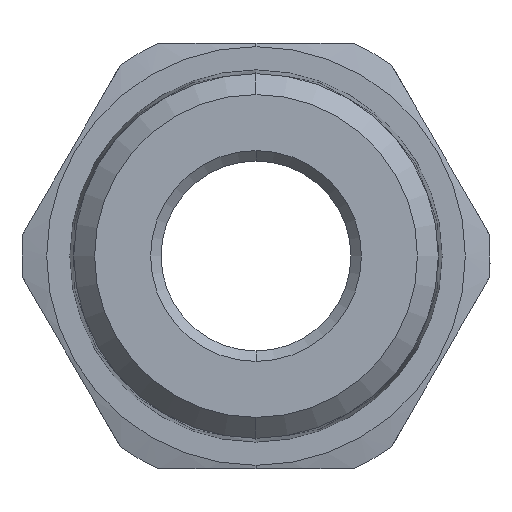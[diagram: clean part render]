
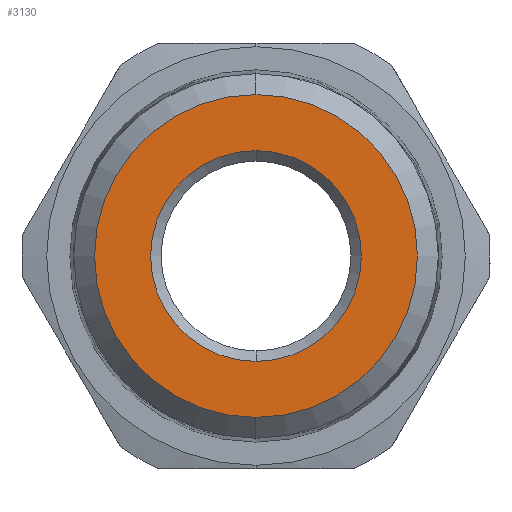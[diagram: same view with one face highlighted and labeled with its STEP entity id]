
A CAD part, left-side view. The second image highlights one B-rep face of the part: STEP entity #3130.
In plain terms, the highlighted planar face has unit normal (-1, 0, 0).
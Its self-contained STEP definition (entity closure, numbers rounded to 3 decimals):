
#64 = EDGE_CURVE ( 'NONE', #3057, #1559, #1510, .T. ) ;
#118 = PLANE ( 'NONE',  #2083 ) ;
#352 = AXIS2_PLACEMENT_3D ( 'NONE', #1286, #697, #1795 ) ;
#455 = EDGE_CURVE ( 'NONE', #1527, #2136, #1507, .T. ) ;
#523 = CARTESIAN_POINT ( 'NONE',  ( 0., 0., 11.566 ) ) ;
#581 = DIRECTION ( 'NONE',  ( 1., 0., 0. ) ) ;
#697 = DIRECTION ( 'NONE',  ( -1., 0., 0. ) ) ;
#732 = ORIENTED_EDGE ( 'NONE', *, *, #64, .T. ) ;
#738 = AXIS2_PLACEMENT_3D ( 'NONE', #1557, #3449, #2871 ) ;
#808 = EDGE_LOOP ( 'NONE', ( #732, #2407 ) ) ;
#837 = FACE_OUTER_BOUND ( 'NONE', #2255, .T. ) ;
#885 = CIRCLE ( 'NONE', #738, 7.55 ) ;
#1077 = ORIENTED_EDGE ( 'NONE', *, *, #455, .T. ) ;
#1141 = ORIENTED_EDGE ( 'NONE', *, *, #2373, .T. ) ;
#1159 = CARTESIAN_POINT ( 'NONE',  ( 0., 0., 0. ) ) ;
#1286 = CARTESIAN_POINT ( 'NONE',  ( 0., 0., 0. ) ) ;
#1368 = CARTESIAN_POINT ( 'NONE',  ( 0., 0., 0. ) ) ;
#1507 = CIRCLE ( 'NONE', #2490, 11.566 ) ;
#1510 = CIRCLE ( 'NONE', #2316, 7.55 ) ;
#1527 = VERTEX_POINT ( 'NONE', #2572 ) ;
#1557 = CARTESIAN_POINT ( 'NONE',  ( 0., 0., 0. ) ) ;
#1559 = VERTEX_POINT ( 'NONE', #3084 ) ;
#1687 = CARTESIAN_POINT ( 'NONE',  ( 0., 0., 0. ) ) ;
#1696 = CIRCLE ( 'NONE', #352, 11.566 ) ;
#1795 = DIRECTION ( 'NONE',  ( 0., 0., -1. ) ) ;
#1823 = FACE_BOUND ( 'NONE', #808, .T. ) ;
#2083 = AXIS2_PLACEMENT_3D ( 'NONE', #1687, #2736, #2303 ) ;
#2136 = VERTEX_POINT ( 'NONE', #523 ) ;
#2255 = EDGE_LOOP ( 'NONE', ( #1077, #1141 ) ) ;
#2303 = DIRECTION ( 'NONE',  ( 0., 0., -1. ) ) ;
#2316 = AXIS2_PLACEMENT_3D ( 'NONE', #1159, #581, #2479 ) ;
#2373 = EDGE_CURVE ( 'NONE', #2136, #1527, #1696, .T. ) ;
#2407 = ORIENTED_EDGE ( 'NONE', *, *, #3334, .T. ) ;
#2479 = DIRECTION ( 'NONE',  ( 0., 0., -1. ) ) ;
#2490 = AXIS2_PLACEMENT_3D ( 'NONE', #1368, #2682, #3254 ) ;
#2572 = CARTESIAN_POINT ( 'NONE',  ( 0., 0., -11.566 ) ) ;
#2682 = DIRECTION ( 'NONE',  ( -1., 0., 0. ) ) ;
#2736 = DIRECTION ( 'NONE',  ( 1., 0., 0. ) ) ;
#2871 = DIRECTION ( 'NONE',  ( 0., 0., -1. ) ) ;
#3057 = VERTEX_POINT ( 'NONE', #3273 ) ;
#3084 = CARTESIAN_POINT ( 'NONE',  ( 0., 0., -7.55 ) ) ;
#3130 = ADVANCED_FACE ( 'NONE', ( #837, #1823 ), #118, .F. ) ;
#3254 = DIRECTION ( 'NONE',  ( 0., 0., -1. ) ) ;
#3273 = CARTESIAN_POINT ( 'NONE',  ( 0., 0., 7.55 ) ) ;
#3334 = EDGE_CURVE ( 'NONE', #1559, #3057, #885, .T. ) ;
#3449 = DIRECTION ( 'NONE',  ( 1., 0., 0. ) ) ;
